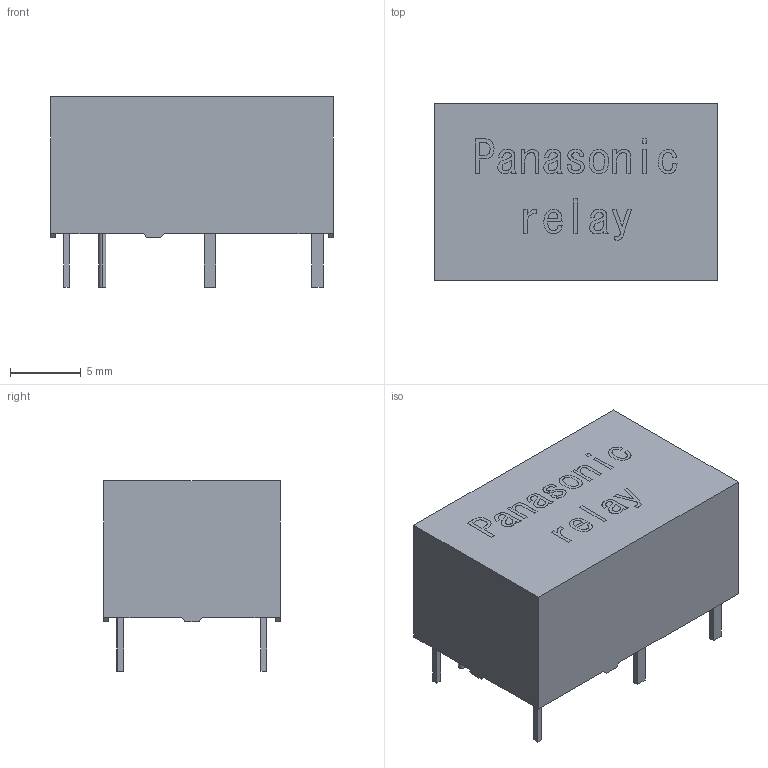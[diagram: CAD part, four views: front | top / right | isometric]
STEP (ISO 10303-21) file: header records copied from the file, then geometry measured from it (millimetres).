
FILE_DESCRIPTION (( 'STEP AP214' ), '1' );
FILE_NAME ('aw321・ｆ.step', '2020-04-02T01:01:55', ( '' ), ( '(C)Panasonic Corporation 2020' ), '', '', '' );
FILE_SCHEMA (( 'AUTOMOTIVE_DESIGN' ));
Length unit declared in the file: millimetre
Products named in the file (1): aw321丒倖
Bounding box: 20 x 12.5 x 13.5 mm (x, y, z)
Volume: 2429.8 mm3; surface area: 1170.3 mm2
Topology: 1 solids, 1 shells, 306 faces, 834 edges, 556 vertices
Faces by surface type: bspline 171, plane 133, cylinder 2
Entity records: 14478 total; most frequent: CARTESIAN_POINT 7876, ORIENTED_EDGE 1668, EDGE_CURVE 834, DIRECTION 768, VERTEX_POINT 556, LINE 488, VECTOR 488, B_SPLINE_CURVE_WITH_KNOTS 342
